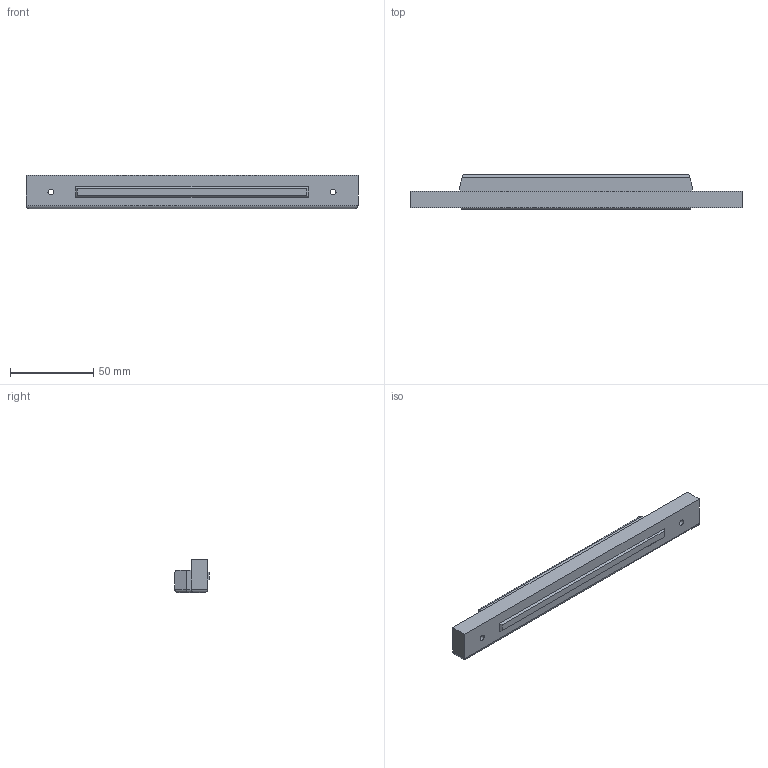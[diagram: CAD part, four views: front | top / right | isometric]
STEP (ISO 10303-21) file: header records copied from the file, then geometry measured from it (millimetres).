
FILE_DESCRIPTION(('Open CASCADE Model'),'2;1');
FILE_NAME('Open CASCADE Shape Model','2024-09-07T23:32:26',('Author'),( 'Open CASCADE'),'Open CASCADE STEP processor 7.7','Open CASCADE 7.7' ,'Unknown');
FILE_SCHEMA(('AUTOMOTIVE_DESIGN { 1 0 10303 214 1 1 1 1 }'));
Length unit declared in the file: millimetre
Products named in the file (1): Open CASCADE STEP translator 7.7 10
Bounding box: 200 x 21 x 20 mm (x, y, z)
Volume: 58722.3 mm3; surface area: 15371.7 mm2
Topology: 1 solids, 1 shells, 71 faces, 173 edges, 112 vertices
Faces by surface type: extrusion 32, plane 24, cylinder 15
Full cylindrical faces by diameter (mm): 3.5 x2, 5.9 x2
Entity records: 4341 total; most frequent: CARTESIAN_POINT 1042, DIRECTION 497, VECTOR 371, ORIENTED_EDGE 346, PCURVE 346, DEFINITIONAL_REPRESENTATION 346, LINE 339, B_SPLINE_CURVE_WITH_KNOTS 182
